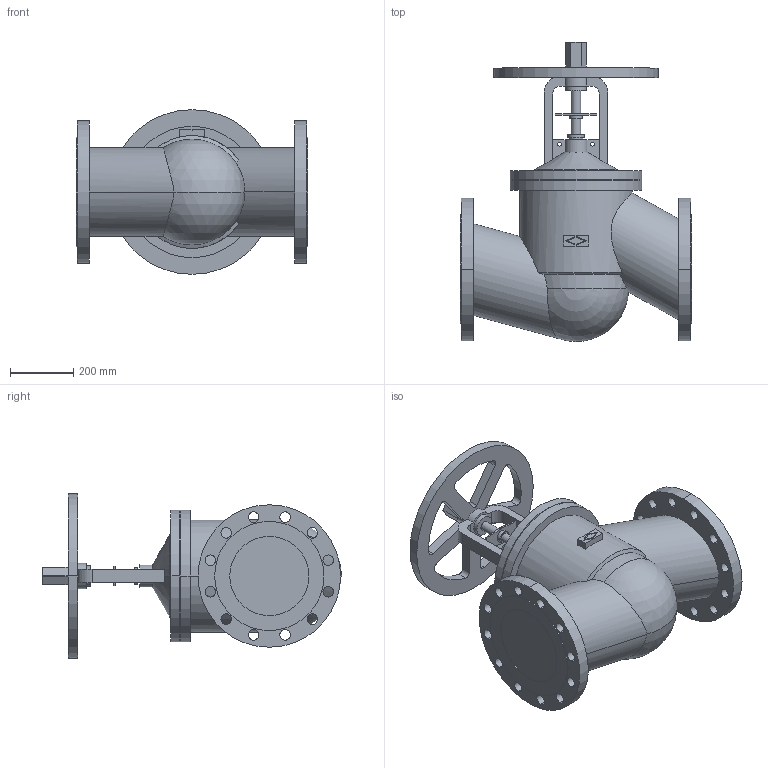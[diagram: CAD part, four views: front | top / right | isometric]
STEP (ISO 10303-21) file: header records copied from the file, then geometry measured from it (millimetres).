
FILE_DESCRIPTION(('CoCreate Modeling STEP Export'),'2;1');
FILE_NAME('c000004494.stp','2011-10-12T 9:45:52',(''),(''),'CoCreate Modeling STEP processor for AP214 (Solid Model)','CoCreate Modeling 17.0 01-Apr-2010 (C) Parametric Technology GmbH','');
FILE_SCHEMA(('AUTOMOTIVE_DESIGN { 1 0 10303 214 1 1 1 1 }'));
Length unit declared in the file: millimetre
Products named in the file (1): 1
Bounding box: 730 x 944.68 x 520 mm (x, y, z)
Volume: 89399965.1 mm3; surface area: 2298823 mm2
Topology: 1 solids, 1 shells, 220 faces, 600 edges, 397 vertices
Faces by surface type: cylinder 138, plane 74, cone 4, sphere 2, torus 2
Entity records: 8549 total; most frequent: CARTESIAN_POINT 1493, ORIENTED_EDGE 1196, DIRECTION 982, EDGE_CURVE 598, VERTEX_POINT 397, AXIS2_PLACEMENT_3D 353, EDGE_LOOP 303, VECTOR 276
